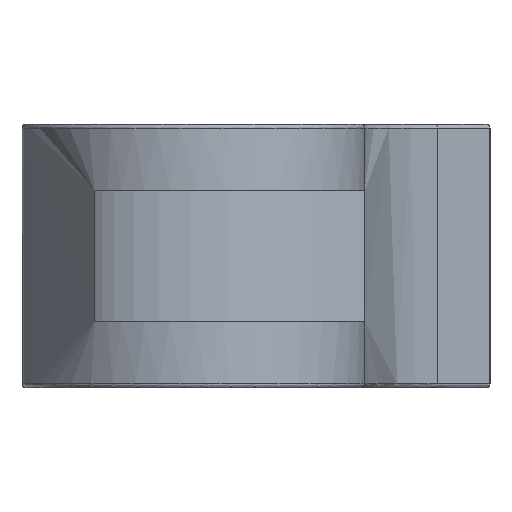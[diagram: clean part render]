
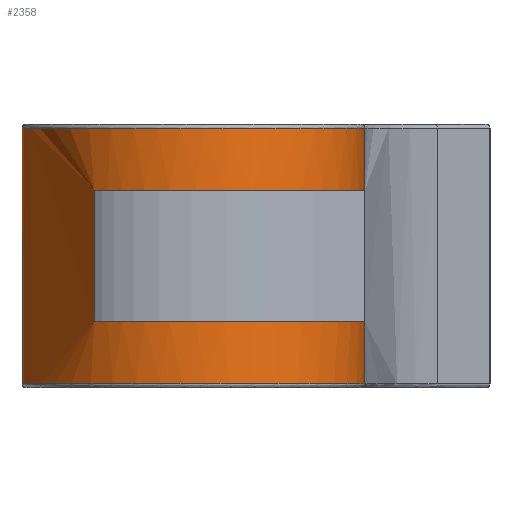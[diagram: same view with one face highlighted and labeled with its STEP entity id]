
A CAD part, front view. The second image highlights one B-rep face of the part: STEP entity #2358.
In plain terms, the highlighted free-form (B-spline) face has degree [2, 1] with [5, 2] control points.
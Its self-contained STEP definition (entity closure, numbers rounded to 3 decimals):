
#1894 = VERTEX_POINT('',#1895);
#1895 = CARTESIAN_POINT('',(-4.213,0.,4.302));
#1900 = EDGE_CURVE('',#1894,#1901,#1903,.T.);
#1901 = VERTEX_POINT('',#1902);
#1902 = CARTESIAN_POINT('',(-4.213,0.,2.217));
#1903 = B_SPLINE_CURVE_WITH_KNOTS('',1,(#1904,#1905),.UNSPECIFIED.,.F.,
  .F.,(2,2),(0.15,2.5),.PIECEWISE_BEZIER_KNOTS.);
#1904 = CARTESIAN_POINT('',(-4.213,0.,4.302));
#1905 = CARTESIAN_POINT('',(-4.213,0.,2.217));
#2336 = VERTEX_POINT('',#2337);
#2337 = CARTESIAN_POINT('',(-15.744,0.,
    -4.302));
#2342 = EDGE_CURVE('',#2343,#2336,#2345,.T.);
#2343 = VERTEX_POINT('',#2344);
#2344 = CARTESIAN_POINT('',(-15.744,0.,
    4.302));
#2345 = B_SPLINE_CURVE_WITH_KNOTS('',1,(#2346,#2347),.UNSPECIFIED.,.F.,
  .F.,(2,2),(0.15,9.85),.PIECEWISE_BEZIER_KNOTS.);
#2346 = CARTESIAN_POINT('',(-15.744,0.,
    4.302));
#2347 = CARTESIAN_POINT('',(-15.744,0.,
    -4.302));
#2358 = ADVANCED_FACE('',(#2359),#2409,.T.);
#2359 = FACE_BOUND('',#2360,.T.);
#2360 = EDGE_LOOP('',(#2361,#2362,#2372,#2379,#2387,#2394,#2400,#2401));
#2361 = ORIENTED_EDGE('',*,*,#2342,.T.);
#2362 = ORIENTED_EDGE('',*,*,#2363,.T.);
#2363 = EDGE_CURVE('',#2336,#2364,#2366,.T.);
#2364 = VERTEX_POINT('',#2365);
#2365 = CARTESIAN_POINT('',(-4.213,0.,-4.302));
#2366 = ( BOUNDED_CURVE() B_SPLINE_CURVE(2,(#2367,#2368,#2369,#2370,
#2371),.UNSPECIFIED.,.F.,.F.) B_SPLINE_CURVE_WITH_KNOTS((3,2,3),(
    3.142,4.712,6.283),
.PIECEWISE_BEZIER_KNOTS.) CURVE() GEOMETRIC_REPRESENTATION_ITEM() 
RATIONAL_B_SPLINE_CURVE((1.,0.707,1.,0.707,1.)) 
REPRESENTATION_ITEM('') );
#2367 = CARTESIAN_POINT('',(-15.744,0.,
    -4.302));
#2368 = CARTESIAN_POINT('',(-15.744,-5.765,
    -4.302));
#2369 = CARTESIAN_POINT('',(-9.979,-5.765,
    -4.302));
#2370 = CARTESIAN_POINT('',(-4.213,-5.765,
    -4.302));
#2371 = CARTESIAN_POINT('',(-4.213,0.,
    -4.302));
#2372 = ORIENTED_EDGE('',*,*,#2373,.F.);
#2373 = EDGE_CURVE('',#2374,#2364,#2376,.T.);
#2374 = VERTEX_POINT('',#2375);
#2375 = CARTESIAN_POINT('',(-4.213,0.,-2.217));
#2376 = B_SPLINE_CURVE_WITH_KNOTS('',1,(#2377,#2378),.UNSPECIFIED.,.F.,
  .F.,(2,2),(7.5,9.85),.PIECEWISE_BEZIER_KNOTS.);
#2377 = CARTESIAN_POINT('',(-4.213,0.,-2.217));
#2378 = CARTESIAN_POINT('',(-4.213,0.,-4.302));
#2379 = ORIENTED_EDGE('',*,*,#2380,.T.);
#2380 = EDGE_CURVE('',#2374,#2381,#2383,.T.);
#2381 = VERTEX_POINT('',#2382);
#2382 = CARTESIAN_POINT('',(-13.305,-4.709,
    -2.217));
#2383 = ( BOUNDED_CURVE() B_SPLINE_CURVE(2,(#2384,#2385,#2386),
.UNSPECIFIED.,.F.,.F.) B_SPLINE_CURVE_WITH_KNOTS((3,3),(3.142,
5.327),.PIECEWISE_BEZIER_KNOTS.) CURVE() 
GEOMETRIC_REPRESENTATION_ITEM() RATIONAL_B_SPLINE_CURVE((1.,
0.46,1.)) REPRESENTATION_ITEM('') );
#2384 = CARTESIAN_POINT('',(-4.213,0.,
    -2.217));
#2385 = CARTESIAN_POINT('',(-4.213,-11.131,
    -2.217));
#2386 = CARTESIAN_POINT('',(-13.305,-4.709,
    -2.217));
#2387 = ORIENTED_EDGE('',*,*,#2388,.T.);
#2388 = EDGE_CURVE('',#2381,#2389,#2391,.T.);
#2389 = VERTEX_POINT('',#2390);
#2390 = CARTESIAN_POINT('',(-13.305,-4.709,
    2.217));
#2391 = B_SPLINE_CURVE_WITH_KNOTS('',1,(#2392,#2393),.UNSPECIFIED.,.F.,
  .F.,(2,2),(-7.5,-2.5),.PIECEWISE_BEZIER_KNOTS.);
#2392 = CARTESIAN_POINT('',(-13.305,-4.709,
    -2.217));
#2393 = CARTESIAN_POINT('',(-13.305,-4.709,
    2.217));
#2394 = ORIENTED_EDGE('',*,*,#2395,.F.);
#2395 = EDGE_CURVE('',#1901,#2389,#2396,.T.);
#2396 = ( BOUNDED_CURVE() B_SPLINE_CURVE(2,(#2397,#2398,#2399),
.UNSPECIFIED.,.F.,.F.) B_SPLINE_CURVE_WITH_KNOTS((3,3),(3.142,
5.327),.PIECEWISE_BEZIER_KNOTS.) CURVE() 
GEOMETRIC_REPRESENTATION_ITEM() RATIONAL_B_SPLINE_CURVE((1.,
0.46,1.)) REPRESENTATION_ITEM('') );
#2397 = CARTESIAN_POINT('',(-4.213,0.,
    2.217));
#2398 = CARTESIAN_POINT('',(-4.213,-11.131,
    2.217));
#2399 = CARTESIAN_POINT('',(-13.305,-4.709,
    2.217));
#2400 = ORIENTED_EDGE('',*,*,#1900,.F.);
#2401 = ORIENTED_EDGE('',*,*,#2402,.T.);
#2402 = EDGE_CURVE('',#1894,#2343,#2403,.T.);
#2403 = ( BOUNDED_CURVE() B_SPLINE_CURVE(2,(#2404,#2405,#2406,#2407,
#2408),.UNSPECIFIED.,.F.,.F.) B_SPLINE_CURVE_WITH_KNOTS((3,2,3),(0.,
1.571,3.142),.PIECEWISE_BEZIER_KNOTS.) CURVE() 
GEOMETRIC_REPRESENTATION_ITEM() RATIONAL_B_SPLINE_CURVE((1.,
0.707,1.,0.707,1.)) REPRESENTATION_ITEM('') );
#2404 = CARTESIAN_POINT('',(-4.213,0.,4.302));
#2405 = CARTESIAN_POINT('',(-4.213,-5.765,
    4.302));
#2406 = CARTESIAN_POINT('',(-9.979,-5.765,
    4.302));
#2407 = CARTESIAN_POINT('',(-15.744,-5.765,
    4.302));
#2408 = CARTESIAN_POINT('',(-15.744,0.,
    4.302));
#2409 = ( BOUNDED_SURFACE() B_SPLINE_SURFACE(2,1,(
    (#2410,#2411)
    ,(#2412,#2413)
    ,(#2414,#2415)
    ,(#2416,#2417)
    ,(#2418,#2419
)),.UNSPECIFIED.,.F.,.F.,.F.) B_SPLINE_SURFACE_WITH_KNOTS((3,2,3),(2,2),
  (3.142,4.712,6.283),(0.15,9.85),
.PIECEWISE_BEZIER_KNOTS.) GEOMETRIC_REPRESENTATION_ITEM() 
RATIONAL_B_SPLINE_SURFACE((
    (1.,1.)
    ,(0.707,0.707)
    ,(1.,1.)
    ,(0.707,0.707)
,(1.,1.))) REPRESENTATION_ITEM('') SURFACE() );
#2410 = CARTESIAN_POINT('',(-4.213,0.,
    4.302));
#2411 = CARTESIAN_POINT('',(-4.213,0.,
    -4.302));
#2412 = CARTESIAN_POINT('',(-4.213,-5.765,
    4.302));
#2413 = CARTESIAN_POINT('',(-4.213,-5.765,
    -4.302));
#2414 = CARTESIAN_POINT('',(-9.979,-5.765,
    4.302));
#2415 = CARTESIAN_POINT('',(-9.979,-5.765,
    -4.302));
#2416 = CARTESIAN_POINT('',(-15.744,-5.765,
    4.302));
#2417 = CARTESIAN_POINT('',(-15.744,-5.765,
    -4.302));
#2418 = CARTESIAN_POINT('',(-15.744,0.,
    4.302));
#2419 = CARTESIAN_POINT('',(-15.744,0.,
    -4.302));
